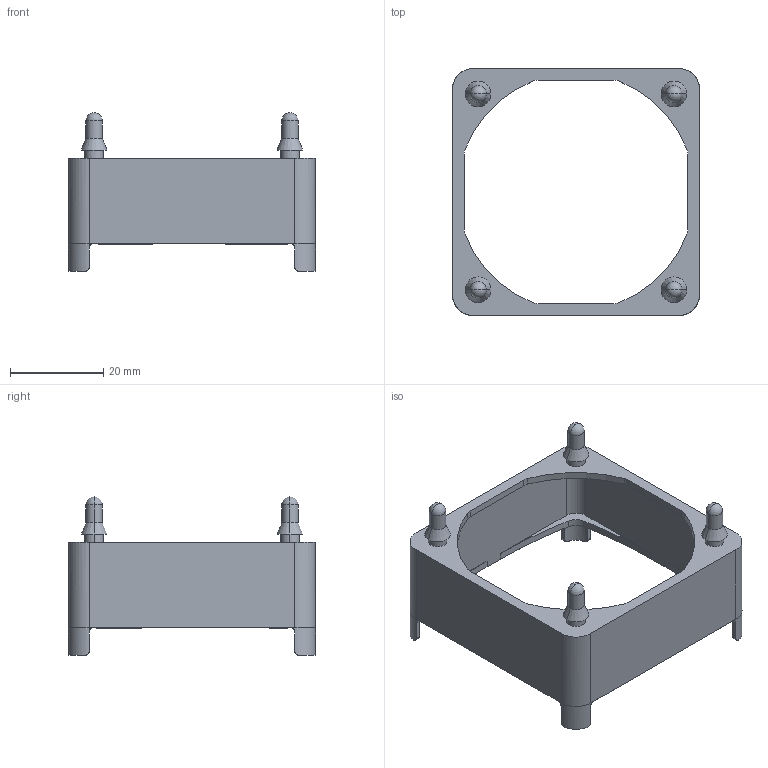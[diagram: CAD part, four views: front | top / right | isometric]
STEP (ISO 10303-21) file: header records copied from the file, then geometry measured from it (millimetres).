
FILE_DESCRIPTION((''),'2;1');
FILE_NAME('SLM-50-150-20-B42.stp','2012-04-16T15:42:42',(''),(''),'Mechanical Desktop.R8.0.24.0','Mechanical Desktop.R8.0.24.0',', , ');
FILE_SCHEMA(('CONFIG_CONTROL_DESIGN'));
Length unit declared in the file: millimetre
Products named in the file (2): SLM-50-150-20-B42A; SLM-50-150-20-B42
Assembly tree (1 placements, depth 2):
  SLM-50-150-20-B42A
    SLM-50-150-20-B42
Bounding box: 53 x 53 x 34 mm (x, y, z)
Volume: 7046.1 mm3; surface area: 9975.3 mm2
Topology: 1 solids, 1 shells, 1726 faces, 4884 edges, 3224 vertices
Faces by surface type: bspline 1292, plane 290, cylinder 108, sphere 24, cone 8, torus 4
Entity records: 63361 total; most frequent: CARTESIAN_POINT 27436, ORIENTED_EDGE 9720, EDGE_CURVE 4860, DIRECTION 3384, VERTEX_POINT 3224, B_SPLINE_CURVE_WITH_KNOTS 2600, VECTOR 2008, LINE 2008
